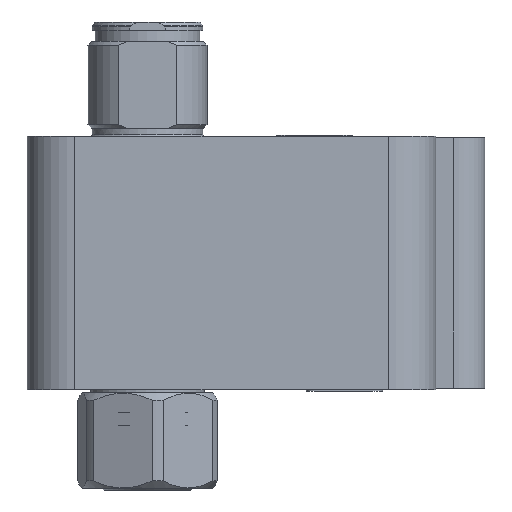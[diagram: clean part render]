
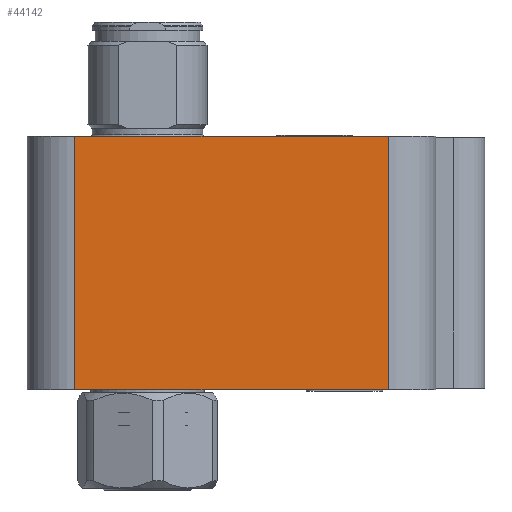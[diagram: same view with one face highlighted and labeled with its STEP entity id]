
A CAD part, front view. The second image highlights one B-rep face of the part: STEP entity #44142.
In plain terms, the highlighted planar face has unit normal (0, -1, 0).
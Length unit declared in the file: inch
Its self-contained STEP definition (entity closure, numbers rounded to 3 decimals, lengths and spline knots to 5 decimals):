
#5349 = EDGE_CURVE ( 'NONE', #66205, #50550, #27405, .T. ) ;
#9981 = CARTESIAN_POINT ( 'NONE',  ( -1.03, -0.785, -0.834 ) ) ;
#12225 = AXIS2_PLACEMENT_3D ( 'NONE', #44761, #44096, #126521 ) ;
#18286 = EDGE_CURVE ( 'NONE', #50550, #62325, #42229, .T. ) ;
#23290 = ORIENTED_EDGE ( 'NONE', *, *, #69039, .F. ) ;
#25873 = FACE_OUTER_BOUND ( 'NONE', #27546, .T. ) ;
#27405 = LINE ( 'NONE', #36216, #76850 ) ;
#27546 = EDGE_LOOP ( 'NONE', ( #123126, #90920, #23290, #76833 ) ) ;
#28208 = EDGE_CURVE ( 'NONE', #98410, #62325, #89551, .T. ) ;
#30229 = LINE ( 'NONE', #51209, #100461 ) ;
#35732 = CARTESIAN_POINT ( 'NONE',  ( 1.03, -0.785, 0.834 ) ) ;
#36216 = CARTESIAN_POINT ( 'NONE',  ( -1.03, -0.785, 0.834 ) ) ;
#38563 = CARTESIAN_POINT ( 'NONE',  ( -1.03, -0.785, 0.834 ) ) ;
#42229 = LINE ( 'NONE', #9981, #69556 ) ;
#44096 = DIRECTION ( 'NONE',  ( 0., 1., 0. ) ) ;
#44142 = ADVANCED_FACE ( 'NONE', ( #25873 ), #76620, .F. ) ;
#44761 = CARTESIAN_POINT ( 'NONE',  ( -1.03, -0.785, 0.834 ) ) ;
#50550 = VERTEX_POINT ( 'NONE', #76515 ) ;
#51209 = CARTESIAN_POINT ( 'NONE',  ( -1.03, -0.785, 0.834 ) ) ;
#55843 = DIRECTION ( 'NONE',  ( 0., 0., -1. ) ) ;
#61223 = DIRECTION ( 'NONE',  ( 1., 0., 0. ) ) ;
#62325 = VERTEX_POINT ( 'NONE', #98149 ) ;
#66205 = VERTEX_POINT ( 'NONE', #38563 ) ;
#69039 = EDGE_CURVE ( 'NONE', #66205, #98410, #30229, .T. ) ;
#69556 = VECTOR ( 'NONE', #61223, 39.37008 ) ;
#76515 = CARTESIAN_POINT ( 'NONE',  ( -1.03, -0.785, -0.834 ) ) ;
#76620 = PLANE ( 'NONE',  #12225 ) ;
#76833 = ORIENTED_EDGE ( 'NONE', *, *, #5349, .T. ) ;
#76850 = VECTOR ( 'NONE', #55843, 39.37008 ) ;
#89551 = LINE ( 'NONE', #91568, #118659 ) ;
#90920 = ORIENTED_EDGE ( 'NONE', *, *, #28208, .F. ) ;
#91568 = CARTESIAN_POINT ( 'NONE',  ( 1.03, -0.785, 0.834 ) ) ;
#98149 = CARTESIAN_POINT ( 'NONE',  ( 1.03, -0.785, -0.834 ) ) ;
#98410 = VERTEX_POINT ( 'NONE', #35732 ) ;
#100461 = VECTOR ( 'NONE', #123508, 39.37008 ) ;
#118659 = VECTOR ( 'NONE', #131320, 39.37008 ) ;
#123126 = ORIENTED_EDGE ( 'NONE', *, *, #18286, .T. ) ;
#123508 = DIRECTION ( 'NONE',  ( 1., 0., 0. ) ) ;
#126521 = DIRECTION ( 'NONE',  ( 0., 0., 1. ) ) ;
#131320 = DIRECTION ( 'NONE',  ( 0., 0., -1. ) ) ;
